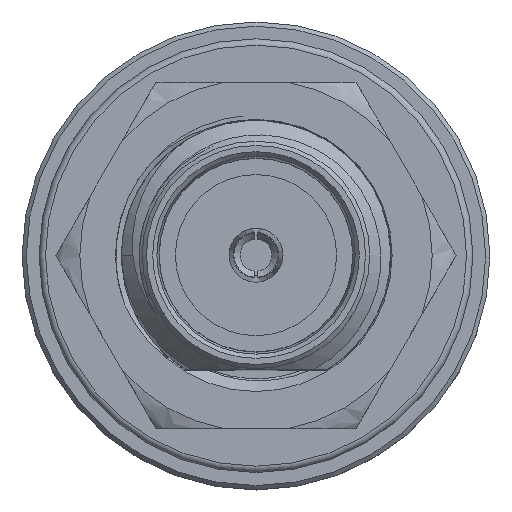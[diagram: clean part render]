
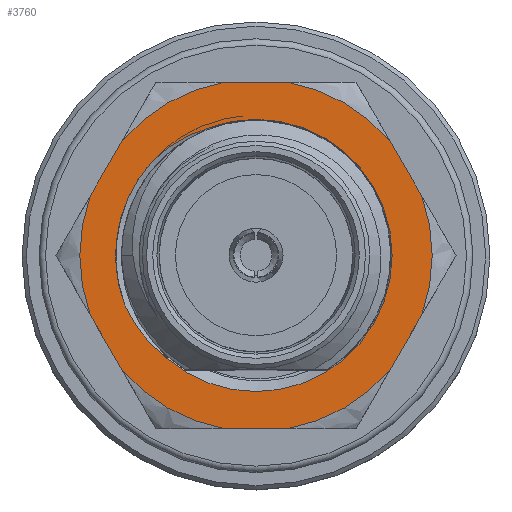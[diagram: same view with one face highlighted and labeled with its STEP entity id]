
A CAD part, top view. The second image highlights one B-rep face of the part: STEP entity #3760.
In plain terms, the highlighted planar face has unit normal (0, 0, 1).
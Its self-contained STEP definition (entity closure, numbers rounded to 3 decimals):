
#163=B_SPLINE_CURVE_WITH_KNOTS('',3,(#7038,#7039,#7040,#7041),
 .UNSPECIFIED.,.F.,.F.,(4,4),(0.005,0.006),
 .UNSPECIFIED.);
#164=B_SPLINE_CURVE_WITH_KNOTS('',3,(#7042,#7043,#7044,#7045),
 .UNSPECIFIED.,.F.,.F.,(4,4),(0.,0.002),
 .UNSPECIFIED.);
#443=LINE('',#6711,#676);
#446=LINE('',#6728,#679);
#448=LINE('',#6743,#681);
#452=LINE('',#6762,#685);
#455=LINE('',#6779,#688);
#457=LINE('',#6794,#690);
#676=VECTOR('',#5763,1000.);
#679=VECTOR('',#5772,1000.);
#681=VECTOR('',#5780,1000.);
#685=VECTOR('',#5790,1000.);
#688=VECTOR('',#5799,1000.);
#690=VECTOR('',#5807,1000.);
#1184=ORIENTED_EDGE('',*,*,#2172,.T.);
#1185=ORIENTED_EDGE('',*,*,#2173,.T.);
#1186=ORIENTED_EDGE('',*,*,#2170,.T.);
#1187=ORIENTED_EDGE('',*,*,#2174,.T.);
#1188=ORIENTED_EDGE('',*,*,#2159,.F.);
#1189=ORIENTED_EDGE('',*,*,#2156,.T.);
#1190=ORIENTED_EDGE('',*,*,#2154,.F.);
#1191=ORIENTED_EDGE('',*,*,#2150,.T.);
#1192=ORIENTED_EDGE('',*,*,#2148,.F.);
#1193=ORIENTED_EDGE('',*,*,#2144,.T.);
#1194=ORIENTED_EDGE('',*,*,#2141,.F.);
#1195=ORIENTED_EDGE('',*,*,#2138,.T.);
#1196=ORIENTED_EDGE('',*,*,#2136,.F.);
#1197=ORIENTED_EDGE('',*,*,#2133,.T.);
#1198=ORIENTED_EDGE('',*,*,#2130,.F.);
#1199=ORIENTED_EDGE('',*,*,#2124,.T.);
#2124=EDGE_CURVE('',#2663,#2664,#3005,.F.);
#2130=EDGE_CURVE('',#2663,#2667,#443,.T.);
#2133=EDGE_CURVE('',#2668,#2667,#3006,.F.);
#2136=EDGE_CURVE('',#2668,#2670,#446,.T.);
#2138=EDGE_CURVE('',#2671,#2670,#3007,.F.);
#2141=EDGE_CURVE('',#2671,#2672,#448,.T.);
#2144=EDGE_CURVE('',#2674,#2672,#3008,.F.);
#2148=EDGE_CURVE('',#2674,#2676,#452,.T.);
#2150=EDGE_CURVE('',#2677,#2676,#3009,.F.);
#2154=EDGE_CURVE('',#2677,#2679,#455,.T.);
#2156=EDGE_CURVE('',#2680,#2679,#3010,.F.);
#2159=EDGE_CURVE('',#2680,#2664,#457,.T.);
#2170=EDGE_CURVE('',#2690,#2689,#3014,.T.);
#2172=EDGE_CURVE('',#2691,#2692,#3015,.T.);
#2173=EDGE_CURVE('',#2692,#2690,#163,.T.);
#2174=EDGE_CURVE('',#2689,#2691,#164,.T.);
#2663=VERTEX_POINT('',#6695);
#2664=VERTEX_POINT('',#6696);
#2667=VERTEX_POINT('',#6712);
#2668=VERTEX_POINT('',#6722);
#2670=VERTEX_POINT('',#6729);
#2671=VERTEX_POINT('',#6736);
#2672=VERTEX_POINT('',#6744);
#2674=VERTEX_POINT('',#6753);
#2676=VERTEX_POINT('',#6763);
#2677=VERTEX_POINT('',#6770);
#2679=VERTEX_POINT('',#6780);
#2680=VERTEX_POINT('',#6787);
#2689=VERTEX_POINT('',#6934);
#2690=VERTEX_POINT('',#6936);
#2691=VERTEX_POINT('',#7036);
#2692=VERTEX_POINT('',#7037);
#3005=CIRCLE('',#5243,4.142);
#3006=CIRCLE('',#5246,4.142);
#3007=CIRCLE('',#5249,4.142);
#3008=CIRCLE('',#5252,4.142);
#3009=CIRCLE('',#5255,4.142);
#3010=CIRCLE('',#5258,4.142);
#3014=CIRCLE('',#5266,3.298);
#3015=CIRCLE('',#5268,3.2);
#3171=EDGE_LOOP('',(#1184,#1185,#1186,#1187));
#3172=EDGE_LOOP('',(#1188,#1189,#1190,#1191,#1192,#1193,#1194,#1195,#1196,
#1197,#1198,#1199));
#3428=FACE_BOUND('',#3171,.T.);
#3429=FACE_BOUND('',#3172,.T.);
#3641=PLANE('',#5267);
#3760=ADVANCED_FACE('',(#3428,#3429),#3641,.F.);
#5243=AXIS2_PLACEMENT_3D('',#6694,#5756,#5757);
#5246=AXIS2_PLACEMENT_3D('',#6723,#5766,#5767);
#5249=AXIS2_PLACEMENT_3D('',#6735,#5775,#5776);
#5252=AXIS2_PLACEMENT_3D('',#6752,#5784,#5785);
#5255=AXIS2_PLACEMENT_3D('',#6769,#5793,#5794);
#5258=AXIS2_PLACEMENT_3D('',#6786,#5802,#5803);
#5266=AXIS2_PLACEMENT_3D('',#6935,#5820,#5821);
#5267=AXIS2_PLACEMENT_3D('',#7034,#5822,#5823);
#5268=AXIS2_PLACEMENT_3D('',#7035,#5824,#5825);
#5756=DIRECTION('',(0.,0.,-1.));
#5757=DIRECTION('',(0.,1.,0.));
#5763=DIRECTION('',(0.5,-0.866,0.));
#5766=DIRECTION('',(0.,0.,-1.));
#5767=DIRECTION('',(0.,1.,0.));
#5772=DIRECTION('',(-0.5,-0.866,0.));
#5775=DIRECTION('',(0.,0.,-1.));
#5776=DIRECTION('',(0.,1.,0.));
#5780=DIRECTION('',(-1.,0.,0.));
#5784=DIRECTION('',(0.,0.,-1.));
#5785=DIRECTION('',(0.,1.,0.));
#5790=DIRECTION('',(-0.5,0.866,0.));
#5793=DIRECTION('',(0.,0.,-1.));
#5794=DIRECTION('',(0.,1.,0.));
#5799=DIRECTION('',(0.5,0.866,0.));
#5802=DIRECTION('',(0.,0.,-1.));
#5803=DIRECTION('',(0.,1.,0.));
#5807=DIRECTION('',(1.,0.,0.));
#5820=DIRECTION('',(0.,0.,-1.));
#5821=DIRECTION('',(0.,1.,0.));
#5822=DIRECTION('',(0.,0.,-1.));
#5823=DIRECTION('',(0.,1.,0.));
#5824=DIRECTION('',(0.,0.,-1.));
#5825=DIRECTION('',(0.,1.,0.));
#6694=CARTESIAN_POINT('',(0.,0.,11.03));
#6695=CARTESIAN_POINT('',(3.157,2.682,11.03));
#6696=CARTESIAN_POINT('',(0.744,4.075,11.03));
#6711=CARTESIAN_POINT('',(2.353,4.075,11.03));
#6712=CARTESIAN_POINT('',(3.901,1.393,11.03));
#6722=CARTESIAN_POINT('',(3.901,-1.393,11.03));
#6723=CARTESIAN_POINT('',(0.,0.,11.03));
#6728=CARTESIAN_POINT('',(4.705,0.,11.03));
#6729=CARTESIAN_POINT('',(3.157,-2.682,11.03));
#6735=CARTESIAN_POINT('',(0.,0.,11.03));
#6736=CARTESIAN_POINT('',(0.744,-4.075,11.03));
#6743=CARTESIAN_POINT('',(2.353,-4.075,11.03));
#6744=CARTESIAN_POINT('',(-0.744,-4.075,11.03));
#6752=CARTESIAN_POINT('',(0.,0.,11.03));
#6753=CARTESIAN_POINT('',(-3.157,-2.682,11.03));
#6762=CARTESIAN_POINT('',(-2.353,-4.075,11.03));
#6763=CARTESIAN_POINT('',(-3.901,-1.393,11.03));
#6769=CARTESIAN_POINT('',(0.,0.,11.03));
#6770=CARTESIAN_POINT('',(-3.901,1.393,11.03));
#6779=CARTESIAN_POINT('',(-4.705,0.,11.03));
#6780=CARTESIAN_POINT('',(-3.157,2.682,11.03));
#6786=CARTESIAN_POINT('',(0.,0.,11.03));
#6787=CARTESIAN_POINT('',(-0.744,4.075,11.03));
#6794=CARTESIAN_POINT('',(-2.353,4.075,11.03));
#6934=CARTESIAN_POINT('',(-2.439,2.219,11.03));
#6935=CARTESIAN_POINT('',(0.,0.,11.03));
#6936=CARTESIAN_POINT('',(-3.094,-1.14,11.03));
#7034=CARTESIAN_POINT('',(0.,0.,11.03));
#7035=CARTESIAN_POINT('',(0.,0.,11.03));
#7036=CARTESIAN_POINT('',(-1.099,3.005,11.03));
#7037=CARTESIAN_POINT('',(-2.068,-2.442,11.03));
#7038=CARTESIAN_POINT('',(-2.068,-2.442,11.03));
#7039=CARTESIAN_POINT('',(-2.514,-2.11,11.03));
#7040=CARTESIAN_POINT('',(-2.869,-1.656,11.03));
#7041=CARTESIAN_POINT('',(-3.094,-1.14,11.03));
#7042=CARTESIAN_POINT('',(-2.439,2.219,11.03));
#7043=CARTESIAN_POINT('',(-2.062,2.588,11.03));
#7044=CARTESIAN_POINT('',(-1.599,2.858,11.03));
#7045=CARTESIAN_POINT('',(-1.099,3.005,11.03));
